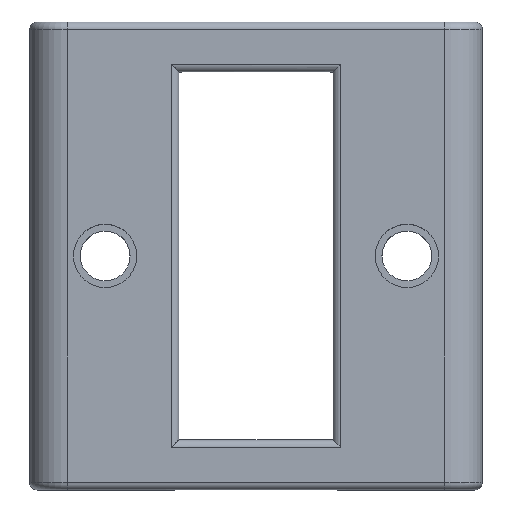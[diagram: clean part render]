
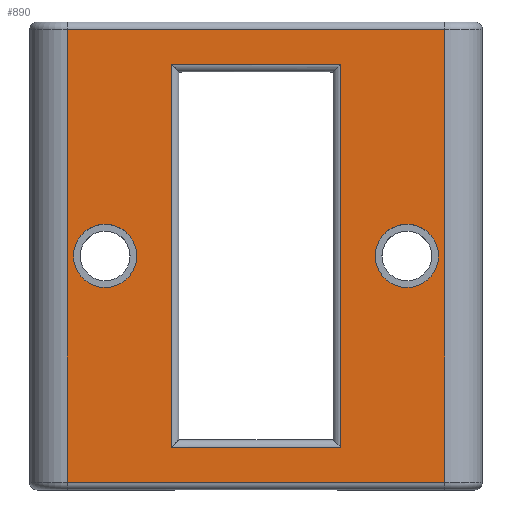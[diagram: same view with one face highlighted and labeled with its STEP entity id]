
A CAD part, top view. The second image highlights one B-rep face of the part: STEP entity #890.
In plain terms, the highlighted planar face has unit normal (0, 0, 1).
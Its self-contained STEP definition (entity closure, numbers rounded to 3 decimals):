
#4 = VERTEX_POINT ( 'NONE', #1122 ) ;
#11 = AXIS2_PLACEMENT_3D ( 'NONE', #1310, #1972, #1323 ) ;
#30 = CARTESIAN_POINT ( 'NONE',  ( -12.1, 0., 12. ) ) ;
#58 = VECTOR ( 'NONE', #561, 1000. ) ;
#84 = ORIENTED_EDGE ( 'NONE', *, *, #1928, .T. ) ;
#111 = CARTESIAN_POINT ( 'NONE',  ( -10., 0., 12. ) ) ;
#112 = VERTEX_POINT ( 'NONE', #833 ) ;
#156 = VECTOR ( 'NONE', #497, 1000. ) ;
#220 = ORIENTED_EDGE ( 'NONE', *, *, #881, .T. ) ;
#224 = AXIS2_PLACEMENT_3D ( 'NONE', #1496, #309, #1333 ) ;
#231 = EDGE_CURVE ( 'NONE', #453, #1698, #343, .T. ) ;
#233 = CIRCLE ( 'NONE', #1424, 2.1 ) ;
#239 = DIRECTION ( 'NONE',  ( 0., 1., 0. ) ) ;
#306 = DIRECTION ( 'NONE',  ( 1., 0., 0. ) ) ;
#309 = DIRECTION ( 'NONE',  ( 0., 0., 1. ) ) ;
#343 = LINE ( 'NONE', #1397, #58 ) ;
#359 = CARTESIAN_POINT ( 'NONE',  ( -4.176, -12.7, 12. ) ) ;
#399 = ORIENTED_EDGE ( 'NONE', *, *, #967, .T. ) ;
#440 = DIRECTION ( 'NONE',  ( 0., 0., 1. ) ) ;
#453 = VERTEX_POINT ( 'NONE', #1686 ) ;
#456 = FACE_BOUND ( 'NONE', #2121, .T. ) ;
#483 = CARTESIAN_POINT ( 'NONE',  ( 5.612, -12.7, 12. ) ) ;
#497 = DIRECTION ( 'NONE',  ( -1., 0., 0. ) ) ;
#500 = EDGE_CURVE ( 'NONE', #1670, #880, #2176, .T. ) ;
#525 = LINE ( 'NONE', #886, #1098 ) ;
#541 = CARTESIAN_POINT ( 'NONE',  ( -5.612, 12.7, 12. ) ) ;
#542 = EDGE_CURVE ( 'NONE', #1017, #1940, #1205, .T. ) ;
#545 = ORIENTED_EDGE ( 'NONE', *, *, #2079, .F. ) ;
#561 = DIRECTION ( 'NONE',  ( 0., -1., 0. ) ) ;
#614 = CARTESIAN_POINT ( 'NONE',  ( 0., 0., 12. ) ) ;
#622 = VECTOR ( 'NONE', #1652, 1000. ) ;
#624 = CARTESIAN_POINT ( 'NONE',  ( 10., 0., 12. ) ) ;
#633 = VECTOR ( 'NONE', #1742, 1000. ) ;
#722 = LINE ( 'NONE', #1412, #633 ) ;
#735 = CARTESIAN_POINT ( 'NONE',  ( -5.612, 12.2, 12. ) ) ;
#737 = CARTESIAN_POINT ( 'NONE',  ( 12.1, 0., 12. ) ) ;
#758 = EDGE_LOOP ( 'NONE', ( #399, #1313, #1714, #1566 ) ) ;
#766 = ORIENTED_EDGE ( 'NONE', *, *, #2048, .F. ) ;
#800 = VERTEX_POINT ( 'NONE', #30 ) ;
#803 = CARTESIAN_POINT ( 'NONE',  ( -12.5, -15., 12. ) ) ;
#804 = DIRECTION ( 'NONE',  ( 1., 0., 0. ) ) ;
#812 = CARTESIAN_POINT ( 'NONE',  ( -12.5, 15., 12. ) ) ;
#815 = EDGE_CURVE ( 'NONE', #4, #1422, #1603, .T. ) ;
#833 = CARTESIAN_POINT ( 'NONE',  ( 12.5, -15., 12. ) ) ;
#837 = DIRECTION ( 'NONE',  ( -1., 0., 0. ) ) ;
#875 = CARTESIAN_POINT ( 'NONE',  ( 7.9, 0., 12. ) ) ;
#880 = VERTEX_POINT ( 'NONE', #803 ) ;
#881 = EDGE_CURVE ( 'NONE', #880, #112, #1649, .T. ) ;
#886 = CARTESIAN_POINT ( 'NONE',  ( 4.176, 12.7, 12. ) ) ;
#890 = ADVANCED_FACE ( 'NONE', ( #2010, #2172, #456, #1317 ), #2182, .T. ) ;
#924 = CIRCLE ( 'NONE', #11, 2.1 ) ;
#956 = DIRECTION ( 'NONE',  ( 1., 0., 0. ) ) ;
#967 = EDGE_CURVE ( 'NONE', #1698, #4, #1875, .T. ) ;
#976 = DIRECTION ( 'NONE',  ( 1., 0., 0. ) ) ;
#989 = VECTOR ( 'NONE', #837, 1000. ) ;
#991 = CARTESIAN_POINT ( 'NONE',  ( -12.5, -15.5, 12. ) ) ;
#1017 = VERTEX_POINT ( 'NONE', #875 ) ;
#1059 = EDGE_CURVE ( 'NONE', #1422, #453, #525, .T. ) ;
#1060 = ORIENTED_EDGE ( 'NONE', *, *, #542, .F. ) ;
#1098 = VECTOR ( 'NONE', #1216, 1000. ) ;
#1122 = CARTESIAN_POINT ( 'NONE',  ( -5.612, -12.7, 12. ) ) ;
#1205 = CIRCLE ( 'NONE', #224, 2.1 ) ;
#1216 = DIRECTION ( 'NONE',  ( 1., 0., 0. ) ) ;
#1260 = EDGE_CURVE ( 'NONE', #1576, #1670, #2188, .T. ) ;
#1303 = VERTEX_POINT ( 'NONE', #1552 ) ;
#1310 = CARTESIAN_POINT ( 'NONE',  ( -10., 0., 12. ) ) ;
#1313 = ORIENTED_EDGE ( 'NONE', *, *, #815, .T. ) ;
#1317 = FACE_BOUND ( 'NONE', #1430, .T. ) ;
#1323 = DIRECTION ( 'NONE',  ( 1., 0., 0. ) ) ;
#1333 = DIRECTION ( 'NONE',  ( 1., 0., 0. ) ) ;
#1397 = CARTESIAN_POINT ( 'NONE',  ( 5.612, -12.2, 12. ) ) ;
#1410 = ORIENTED_EDGE ( 'NONE', *, *, #1615, .F. ) ;
#1412 = CARTESIAN_POINT ( 'NONE',  ( 12.5, 15.5, 12. ) ) ;
#1422 = VERTEX_POINT ( 'NONE', #541 ) ;
#1424 = AXIS2_PLACEMENT_3D ( 'NONE', #624, #1650, #956 ) ;
#1430 = EDGE_LOOP ( 'NONE', ( #1410, #766 ) ) ;
#1484 = CARTESIAN_POINT ( 'NONE',  ( 12.5, 15., 12. ) ) ;
#1496 = CARTESIAN_POINT ( 'NONE',  ( 10., 0., 12. ) ) ;
#1525 = VECTOR ( 'NONE', #976, 1000. ) ;
#1552 = CARTESIAN_POINT ( 'NONE',  ( -7.9, 0., 12. ) ) ;
#1566 = ORIENTED_EDGE ( 'NONE', *, *, #231, .T. ) ;
#1576 = VERTEX_POINT ( 'NONE', #1484 ) ;
#1603 = LINE ( 'NONE', #735, #1919 ) ;
#1615 = EDGE_CURVE ( 'NONE', #1303, #800, #924, .T. ) ;
#1627 = ORIENTED_EDGE ( 'NONE', *, *, #1260, .T. ) ;
#1633 = AXIS2_PLACEMENT_3D ( 'NONE', #614, #440, #306 ) ;
#1649 = LINE ( 'NONE', #2161, #1525 ) ;
#1650 = DIRECTION ( 'NONE',  ( 0., 0., 1. ) ) ;
#1652 = DIRECTION ( 'NONE',  ( 0., -1., 0. ) ) ;
#1670 = VERTEX_POINT ( 'NONE', #1811 ) ;
#1686 = CARTESIAN_POINT ( 'NONE',  ( 5.612, 12.7, 12. ) ) ;
#1698 = VERTEX_POINT ( 'NONE', #483 ) ;
#1714 = ORIENTED_EDGE ( 'NONE', *, *, #1059, .T. ) ;
#1742 = DIRECTION ( 'NONE',  ( 0., 1., 0. ) ) ;
#1789 = EDGE_LOOP ( 'NONE', ( #84, #1627, #1847, #220 ) ) ;
#1811 = CARTESIAN_POINT ( 'NONE',  ( -12.5, 15., 12. ) ) ;
#1847 = ORIENTED_EDGE ( 'NONE', *, *, #500, .T. ) ;
#1855 = CIRCLE ( 'NONE', #2037, 2.1 ) ;
#1875 = LINE ( 'NONE', #359, #989 ) ;
#1919 = VECTOR ( 'NONE', #239, 1000. ) ;
#1928 = EDGE_CURVE ( 'NONE', #112, #1576, #722, .T. ) ;
#1940 = VERTEX_POINT ( 'NONE', #737 ) ;
#1972 = DIRECTION ( 'NONE',  ( 0., 0., 1. ) ) ;
#1988 = DIRECTION ( 'NONE',  ( 0., 0., 1. ) ) ;
#2010 = FACE_BOUND ( 'NONE', #758, .T. ) ;
#2037 = AXIS2_PLACEMENT_3D ( 'NONE', #111, #1988, #804 ) ;
#2048 = EDGE_CURVE ( 'NONE', #800, #1303, #1855, .T. ) ;
#2079 = EDGE_CURVE ( 'NONE', #1940, #1017, #233, .T. ) ;
#2121 = EDGE_LOOP ( 'NONE', ( #545, #1060 ) ) ;
#2161 = CARTESIAN_POINT ( 'NONE',  ( 12.5, -15., 12. ) ) ;
#2172 = FACE_OUTER_BOUND ( 'NONE', #1789, .T. ) ;
#2176 = LINE ( 'NONE', #991, #622 ) ;
#2182 = PLANE ( 'NONE',  #1633 ) ;
#2188 = LINE ( 'NONE', #812, #156 ) ;
